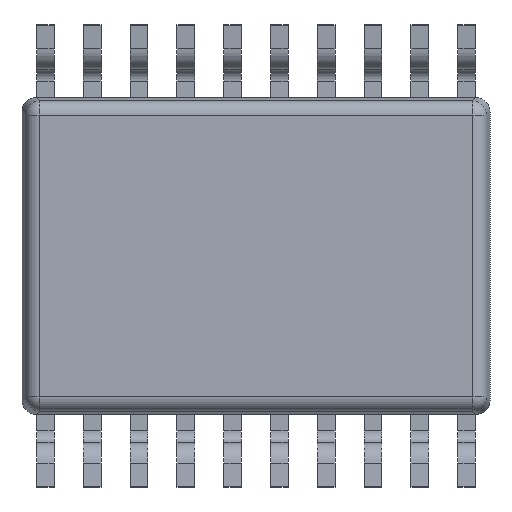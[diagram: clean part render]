
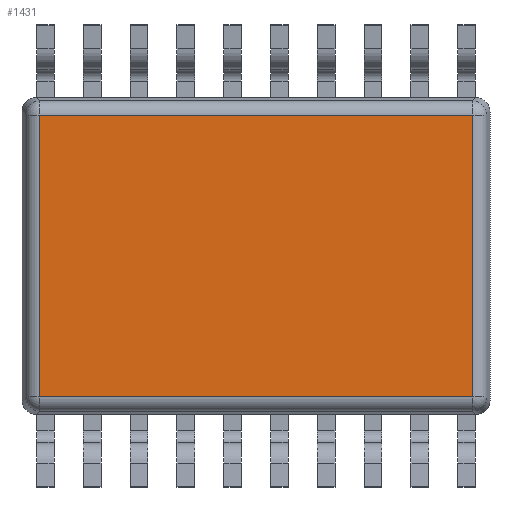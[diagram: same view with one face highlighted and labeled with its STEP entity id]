
A CAD part, front view. The second image highlights one B-rep face of the part: STEP entity #1431.
In plain terms, the highlighted planar face has unit normal (0, -1, 0).
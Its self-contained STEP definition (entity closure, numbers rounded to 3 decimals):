
#502=DIRECTION('',(1.,0.,0.));
#503=VECTOR('',#502,6.016);
#504=CARTESIAN_POINT('',(-3.008,-0.523,-1.958));
#505=LINE('',#504,#503);
#516=DIRECTION('',(0.,0.,-1.));
#517=VECTOR('',#516,3.916);
#518=CARTESIAN_POINT('',(-3.008,-0.523,1.958));
#519=LINE('',#518,#517);
#660=DIRECTION('',(-1.,0.,0.));
#661=VECTOR('',#660,6.016);
#662=CARTESIAN_POINT('',(3.008,-0.523,1.958));
#663=LINE('',#662,#661);
#712=DIRECTION('',(0.,0.,1.));
#713=VECTOR('',#712,3.916);
#714=CARTESIAN_POINT('',(3.008,-0.523,-1.958));
#715=LINE('',#714,#713);
#992=CARTESIAN_POINT('',(3.008,-0.523,1.958));
#993=CARTESIAN_POINT('',(-3.008,-0.523,1.958));
#994=VERTEX_POINT('',#992);
#995=VERTEX_POINT('',#993);
#1012=CARTESIAN_POINT('',(3.008,-0.523,-1.958));
#1013=VERTEX_POINT('',#1012);
#1016=CARTESIAN_POINT('',(-3.008,-0.523,-1.958));
#1017=VERTEX_POINT('',#1016);
#1417=CARTESIAN_POINT('',(-3.25,-0.523,-2.2));
#1418=DIRECTION('',(0.,-1.,0.));
#1419=DIRECTION('',(1.,0.,0.));
#1420=AXIS2_PLACEMENT_3D('',#1417,#1418,#1419);
#1421=PLANE('',#1420);
#1422=ORIENTED_EDGE('',*,*,#1408,.F.);
#1424=ORIENTED_EDGE('',*,*,#1423,.F.);
#1426=ORIENTED_EDGE('',*,*,#1425,.F.);
#1428=ORIENTED_EDGE('',*,*,#1427,.F.);
#1429=EDGE_LOOP('',(#1422,#1424,#1426,#1428));
#1430=FACE_OUTER_BOUND('',#1429,.F.);
#1431=ADVANCED_FACE('',(#1430),#1421,.T.);
#1408=EDGE_CURVE('',#1017,#1013,#505,.T.);
#1423=EDGE_CURVE('',#995,#1017,#519,.T.);
#1425=EDGE_CURVE('',#994,#995,#663,.T.);
#1427=EDGE_CURVE('',#1013,#994,#715,.T.);
